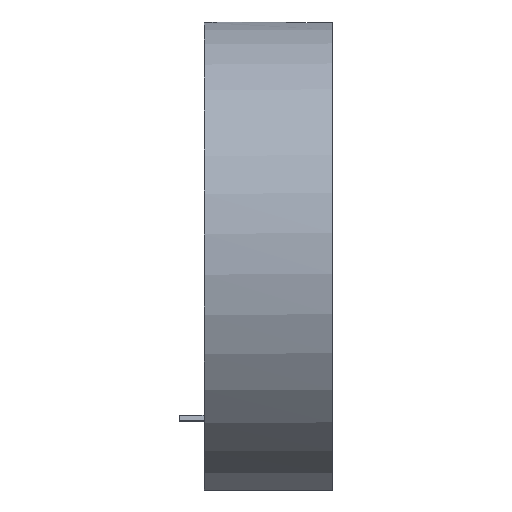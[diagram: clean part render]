
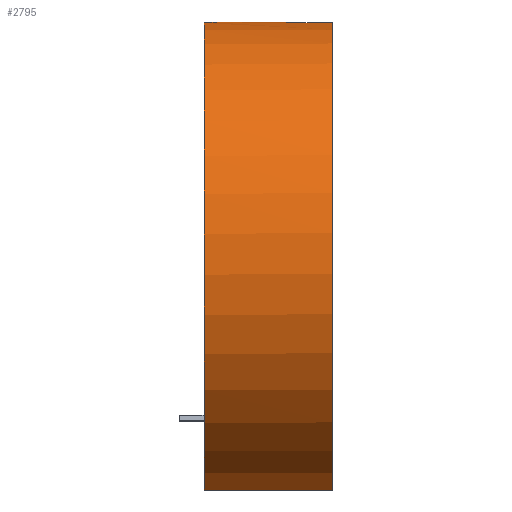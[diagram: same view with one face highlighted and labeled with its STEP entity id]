
A CAD part, left-side view. The second image highlights one B-rep face of the part: STEP entity #2795.
In plain terms, the highlighted cylindrical face has radius 79 mm (diameter 158 mm), a partial arc.
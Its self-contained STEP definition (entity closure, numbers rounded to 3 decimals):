
#26=B_SPLINE_CURVE_WITH_KNOTS('',3,(#4320,#4321,#4322,#4323,#4324,#4325,
#4326,#4327,#4328,#4329),.UNSPECIFIED.,.F.,.F.,(4,2,2,2,4),(0.,0.094,
0.188,0.283,0.377),.UNSPECIFIED.);
#27=B_SPLINE_CURVE_WITH_KNOTS('',3,(#4338,#4339,#4340,#4341,#4342,#4343,
#4344,#4345,#4346,#4347),.UNSPECIFIED.,.F.,.F.,(4,2,2,2,4),(-0.377,
-0.283,-0.188,-0.094,0.),
 .UNSPECIFIED.);
#28=B_SPLINE_CURVE_WITH_KNOTS('',3,(#4352,#4353,#4354,#4355,#4356,#4357,
#4358,#4359,#4360,#4361),.UNSPECIFIED.,.F.,.F.,(4,2,2,2,4),(0.378,
0.472,0.567,0.661,0.755),
 .UNSPECIFIED.);
#29=B_SPLINE_CURVE_WITH_KNOTS('',3,(#4368,#4369,#4370,#4371,#4372,#4373,
#4374,#4375,#4376,#4377),.UNSPECIFIED.,.F.,.F.,(4,2,2,2,4),(0.755,
0.849,0.943,1.038,1.132),
 .UNSPECIFIED.);
#35=FACE_BOUND('',#349,.T.);
#194=FACE_OUTER_BOUND('',#348,.T.);
#348=EDGE_LOOP('',(#2075,#2076,#2077,#2078,#2079,#2080,#2081,#2082,#2083,
#2084));
#349=EDGE_LOOP('',(#2085,#2086,#2087,#2088));
#564=LINE('',#4246,#857);
#604=LINE('',#4366,#897);
#605=LINE('',#4382,#898);
#606=LINE('',#4385,#899);
#857=VECTOR('',#3345,10.);
#897=VECTOR('',#3413,10.);
#898=VECTOR('',#3418,10.);
#899=VECTOR('',#3421,10.);
#1121=CIRCLE('',#2979,79.);
#1122=CIRCLE('',#2987,79.);
#1123=CIRCLE('',#2991,79.);
#1124=CIRCLE('',#2992,79.);
#1125=CIRCLE('',#2993,79.);
#1126=CIRCLE('',#2994,79.);
#1276=VERTEX_POINT('',#4243);
#1277=VERTEX_POINT('',#4245);
#1281=VERTEX_POINT('',#4256);
#1307=VERTEX_POINT('',#4318);
#1308=VERTEX_POINT('',#4319);
#1309=VERTEX_POINT('',#4333);
#1310=VERTEX_POINT('',#4337);
#1311=VERTEX_POINT('',#4350);
#1312=VERTEX_POINT('',#4363);
#1313=VERTEX_POINT('',#4365);
#1314=VERTEX_POINT('',#4378);
#1315=VERTEX_POINT('',#4379);
#1316=VERTEX_POINT('',#4381);
#1317=VERTEX_POINT('',#4383);
#1567=EDGE_CURVE('',#1276,#1277,#564,.T.);
#1574=EDGE_CURVE('',#1281,#1276,#1121,.T.);
#1603=EDGE_CURVE('',#1307,#1308,#26,.T.);
#1606=EDGE_CURVE('',#1309,#1308,#1122,.T.);
#1608=EDGE_CURVE('',#1309,#1310,#27,.T.);
#1611=EDGE_CURVE('',#1311,#1307,#28,.T.);
#1612=EDGE_CURVE('',#1312,#1311,#1123,.T.);
#1613=EDGE_CURVE('',#1313,#1312,#604,.T.);
#1614=EDGE_CURVE('',#1277,#1313,#1124,.T.);
#1615=EDGE_CURVE('',#1310,#1281,#29,.T.);
#1616=EDGE_CURVE('',#1314,#1315,#1125,.T.);
#1617=EDGE_CURVE('',#1316,#1314,#605,.T.);
#1618=EDGE_CURVE('',#1316,#1317,#1126,.T.);
#1619=EDGE_CURVE('',#1317,#1315,#606,.T.);
#2075=ORIENTED_EDGE('',*,*,#1611,.F.);
#2076=ORIENTED_EDGE('',*,*,#1612,.F.);
#2077=ORIENTED_EDGE('',*,*,#1613,.F.);
#2078=ORIENTED_EDGE('',*,*,#1614,.F.);
#2079=ORIENTED_EDGE('',*,*,#1567,.F.);
#2080=ORIENTED_EDGE('',*,*,#1574,.F.);
#2081=ORIENTED_EDGE('',*,*,#1615,.F.);
#2082=ORIENTED_EDGE('',*,*,#1608,.F.);
#2083=ORIENTED_EDGE('',*,*,#1606,.T.);
#2084=ORIENTED_EDGE('',*,*,#1603,.F.);
#2085=ORIENTED_EDGE('',*,*,#1616,.F.);
#2086=ORIENTED_EDGE('',*,*,#1617,.F.);
#2087=ORIENTED_EDGE('',*,*,#1618,.T.);
#2088=ORIENTED_EDGE('',*,*,#1619,.T.);
#2731=CYLINDRICAL_SURFACE('',#2990,79.);
#2795=ADVANCED_FACE('',(#194,#35),#2731,.T.);
#2979=AXIS2_PLACEMENT_3D('',#4258,#3354,#3355);
#2987=AXIS2_PLACEMENT_3D('',#4334,#3400,#3401);
#2990=AXIS2_PLACEMENT_3D('',#4362,#3409,#3410);
#2991=AXIS2_PLACEMENT_3D('',#4364,#3411,#3412);
#2992=AXIS2_PLACEMENT_3D('',#4367,#3414,#3415);
#2993=AXIS2_PLACEMENT_3D('',#4380,#3416,#3417);
#2994=AXIS2_PLACEMENT_3D('',#4384,#3419,#3420);
#3345=DIRECTION('',(0.,-1.,0.));
#3354=DIRECTION('center_axis',(0.,1.,0.));
#3355=DIRECTION('ref_axis',(1.,0.,0.));
#3400=DIRECTION('center_axis',(0.,-1.,0.));
#3401=DIRECTION('ref_axis',(1.,0.,0.));
#3409=DIRECTION('center_axis',(0.,1.,0.));
#3410=DIRECTION('ref_axis',(0.,0.,1.));
#3411=DIRECTION('center_axis',(0.,1.,0.));
#3412=DIRECTION('ref_axis',(1.,0.,0.));
#3413=DIRECTION('',(0.,1.,0.));
#3414=DIRECTION('center_axis',(0.,-1.,0.));
#3415=DIRECTION('ref_axis',(1.,0.,0.));
#3416=DIRECTION('center_axis',(0.,-1.,0.));
#3417=DIRECTION('ref_axis',(-1.,0.,0.));
#3418=DIRECTION('',(0.,1.,0.));
#3419=DIRECTION('center_axis',(0.,-1.,0.));
#3420=DIRECTION('ref_axis',(1.,0.,0.));
#3421=DIRECTION('',(0.,1.,0.));
#4243=CARTESIAN_POINT('',(25.987,44.707,-74.604));
#4245=CARTESIAN_POINT('',(25.987,2.707,-74.604));
#4246=CARTESIAN_POINT('',(25.987,2.707,-74.604));
#4256=CARTESIAN_POINT('',(7.466,44.707,78.646));
#4258=CARTESIAN_POINT('Origin',(0.,44.707,0.));
#4318=CARTESIAN_POINT('',(-5.034,42.207,78.839));
#4319=CARTESIAN_POINT('',(-2.534,39.707,78.959));
#4320=CARTESIAN_POINT('Ctrl Pts',(-5.034,42.207,78.839));
#4321=CARTESIAN_POINT('Ctrl Pts',(-5.034,41.894,78.839));
#4322=CARTESIAN_POINT('Ctrl Pts',(-4.971,41.559,78.844));
#4323=CARTESIAN_POINT('Ctrl Pts',(-4.716,40.943,78.859));
#4324=CARTESIAN_POINT('Ctrl Pts',(-4.524,40.662,78.871));
#4325=CARTESIAN_POINT('Ctrl Pts',(-4.08,40.218,78.895));
#4326=CARTESIAN_POINT('Ctrl Pts',(-3.799,40.026,78.909));
#4327=CARTESIAN_POINT('Ctrl Pts',(-3.183,39.77,78.936));
#4328=CARTESIAN_POINT('Ctrl Pts',(-2.848,39.707,78.949));
#4329=CARTESIAN_POINT('Ctrl Pts',(-2.534,39.707,78.959));
#4333=CARTESIAN_POINT('',(2.466,39.707,78.962));
#4334=CARTESIAN_POINT('Origin',(0.,39.707,0.));
#4337=CARTESIAN_POINT('',(4.966,42.207,78.844));
#4338=CARTESIAN_POINT('Ctrl Pts',(2.466,39.707,78.962));
#4339=CARTESIAN_POINT('Ctrl Pts',(2.78,39.707,78.952));
#4340=CARTESIAN_POINT('Ctrl Pts',(3.115,39.77,78.939));
#4341=CARTESIAN_POINT('Ctrl Pts',(3.731,40.026,78.912));
#4342=CARTESIAN_POINT('Ctrl Pts',(4.012,40.218,78.898));
#4343=CARTESIAN_POINT('Ctrl Pts',(4.456,40.662,78.875));
#4344=CARTESIAN_POINT('Ctrl Pts',(4.648,40.943,78.863));
#4345=CARTESIAN_POINT('Ctrl Pts',(4.903,41.559,78.848));
#4346=CARTESIAN_POINT('Ctrl Pts',(4.966,41.894,78.844));
#4347=CARTESIAN_POINT('Ctrl Pts',(4.966,42.207,78.844));
#4350=CARTESIAN_POINT('',(-7.534,44.707,78.64));
#4352=CARTESIAN_POINT('Ctrl Pts',(-7.534,44.707,78.64));
#4353=CARTESIAN_POINT('Ctrl Pts',(-7.22,44.707,78.67));
#4354=CARTESIAN_POINT('Ctrl Pts',(-6.886,44.645,78.7));
#4355=CARTESIAN_POINT('Ctrl Pts',(-6.269,44.39,78.751));
#4356=CARTESIAN_POINT('Ctrl Pts',(-5.988,44.197,78.773));
#4357=CARTESIAN_POINT('Ctrl Pts',(-5.544,43.752,78.806));
#4358=CARTESIAN_POINT('Ctrl Pts',(-5.352,43.472,78.819));
#4359=CARTESIAN_POINT('Ctrl Pts',(-5.097,42.856,78.836));
#4360=CARTESIAN_POINT('Ctrl Pts',(-5.034,42.521,78.839));
#4361=CARTESIAN_POINT('Ctrl Pts',(-5.034,42.207,78.839));
#4362=CARTESIAN_POINT('Origin',(0.,2.707,0.));
#4363=CARTESIAN_POINT('',(-25.922,44.707,-74.626));
#4364=CARTESIAN_POINT('Origin',(0.,44.707,0.));
#4365=CARTESIAN_POINT('',(-25.922,2.707,-74.626));
#4366=CARTESIAN_POINT('',(-25.922,39.707,-74.626));
#4367=CARTESIAN_POINT('Origin',(0.,2.707,0.));
#4368=CARTESIAN_POINT('Ctrl Pts',(4.966,42.207,78.844));
#4369=CARTESIAN_POINT('Ctrl Pts',(4.966,42.521,78.844));
#4370=CARTESIAN_POINT('Ctrl Pts',(5.029,42.856,78.84));
#4371=CARTESIAN_POINT('Ctrl Pts',(5.284,43.472,78.823));
#4372=CARTESIAN_POINT('Ctrl Pts',(5.476,43.752,78.81));
#4373=CARTESIAN_POINT('Ctrl Pts',(5.92,44.197,78.778));
#4374=CARTESIAN_POINT('Ctrl Pts',(6.201,44.39,78.757));
#4375=CARTESIAN_POINT('Ctrl Pts',(6.817,44.645,78.706));
#4376=CARTESIAN_POINT('Ctrl Pts',(7.152,44.707,78.676));
#4377=CARTESIAN_POINT('Ctrl Pts',(7.466,44.707,78.646));
#4378=CARTESIAN_POINT('',(30.082,39.707,-73.048));
#4379=CARTESIAN_POINT('',(61.134,39.707,-50.036));
#4380=CARTESIAN_POINT('Origin',(0.,39.707,0.));
#4381=CARTESIAN_POINT('',(30.082,12.708,-73.048));
#4382=CARTESIAN_POINT('',(30.082,12.708,-73.048));
#4383=CARTESIAN_POINT('',(61.134,12.708,-50.036));
#4384=CARTESIAN_POINT('Origin',(0.,12.708,0.));
#4385=CARTESIAN_POINT('',(61.134,12.708,-50.036));
